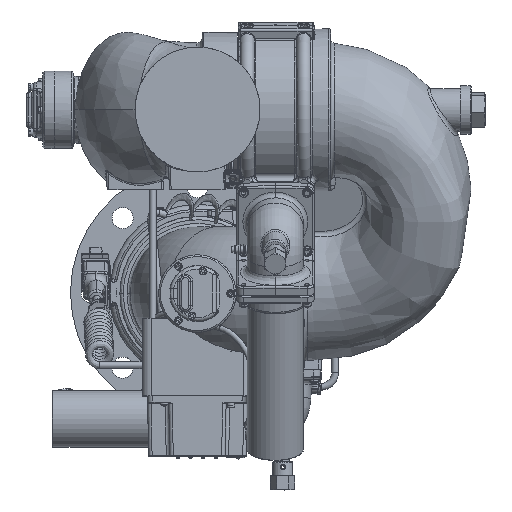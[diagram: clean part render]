
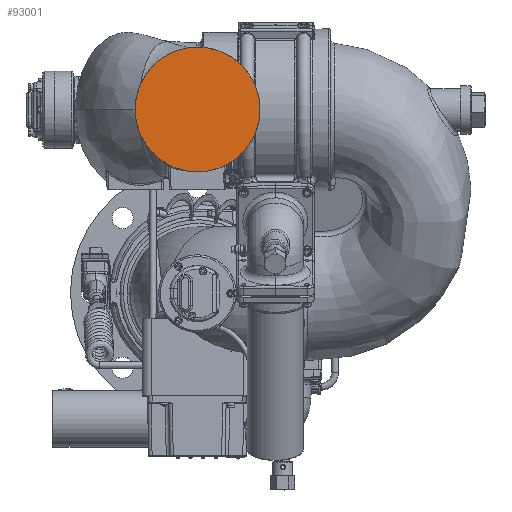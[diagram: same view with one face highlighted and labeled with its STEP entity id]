
A CAD part, top view. The second image highlights one B-rep face of the part: STEP entity #93001.
In plain terms, the highlighted planar face has unit normal (0, 0, 1).
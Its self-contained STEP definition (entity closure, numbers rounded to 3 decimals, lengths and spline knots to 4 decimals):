
#8797 = PLANE ( 'NONE',  #53553 ) ;
#11308 = CARTESIAN_POINT ( 'NONE',  ( 0.0103, 6.4672, 22.8948 ) ) ;
#18080 = AXIS2_PLACEMENT_3D ( 'NONE', #11308, #83581, #60389 ) ;
#24407 = EDGE_CURVE ( 'NONE', #93189, #93189, #129182, .T. ) ;
#28583 = DIRECTION ( 'NONE',  ( 0., -1., 0. ) ) ;
#29727 = EDGE_LOOP ( 'NONE', ( #31700 ) ) ;
#31700 = ORIENTED_EDGE ( 'NONE', *, *, #24407, .T. ) ;
#50352 = DIRECTION ( 'NONE',  ( 0., 0., -1. ) ) ;
#53553 = AXIS2_PLACEMENT_3D ( 'NONE', #110456, #50352, #28583 ) ;
#60389 = DIRECTION ( 'NONE',  ( 0., -1., 0. ) ) ;
#70827 = FACE_OUTER_BOUND ( 'NONE', #29727, .T. ) ;
#83581 = DIRECTION ( 'NONE',  ( 0., 0., 1. ) ) ;
#93001 = ADVANCED_FACE ( 'NONE', ( #70827 ), #8797, .F. ) ;
#93189 = VERTEX_POINT ( 'NONE', #125948 ) ;
#110456 = CARTESIAN_POINT ( 'NONE',  ( 0.0103, 6.4672, 22.8948 ) ) ;
#125948 = CARTESIAN_POINT ( 'NONE',  ( 0.0103, 4.2534, 22.8948 ) ) ;
#129182 = CIRCLE ( 'NONE', #18080, 2.2138 ) ;
